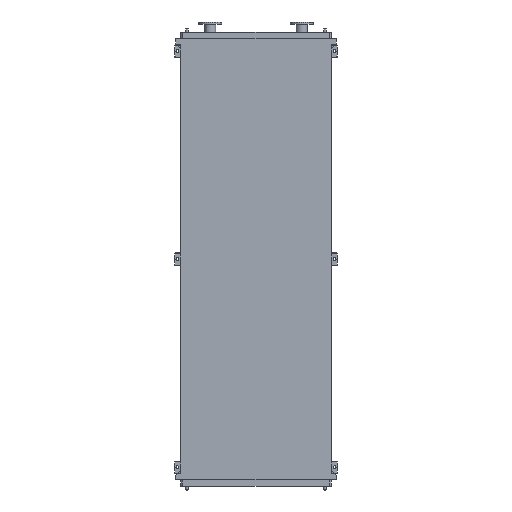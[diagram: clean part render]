
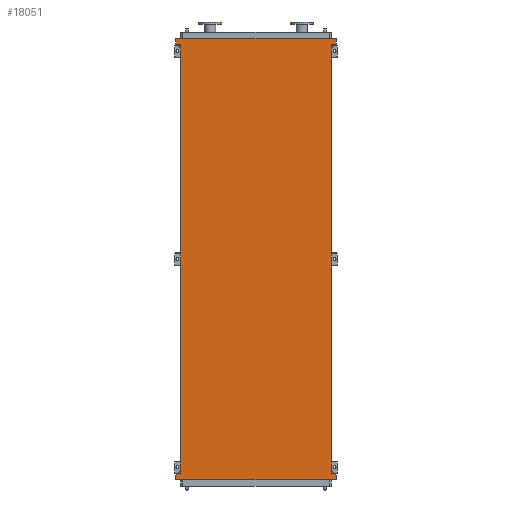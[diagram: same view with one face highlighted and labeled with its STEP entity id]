
A CAD part, front view. The second image highlights one B-rep face of the part: STEP entity #18051.
In plain terms, the highlighted planar face has unit normal (0, -1, 0).
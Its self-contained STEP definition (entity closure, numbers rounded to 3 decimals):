
#372 = VERTEX_POINT ( 'NONE', #1127 ) ;
#411 = EDGE_CURVE ( 'NONE', #8320, #7249, #16745, .T. ) ;
#745 = VECTOR ( 'NONE', #16276, 1000. ) ;
#1046 = CARTESIAN_POINT ( 'NONE',  ( 725., 0., -4050. ) ) ;
#1127 = CARTESIAN_POINT ( 'NONE',  ( 771., 0., -4103. ) ) ;
#1358 = DIRECTION ( 'NONE',  ( 0., 0., 1. ) ) ;
#2113 = LINE ( 'NONE', #1046, #21481 ) ;
#2638 = CARTESIAN_POINT ( 'NONE',  ( -771., 0., -4103. ) ) ;
#2945 = CARTESIAN_POINT ( 'NONE',  ( -771., 0., -4145. ) ) ;
#2987 = VECTOR ( 'NONE', #22113, 1000. ) ;
#3519 = VECTOR ( 'NONE', #10300, 1000. ) ;
#3968 = CARTESIAN_POINT ( 'NONE',  ( -725., 0., 0. ) ) ;
#4384 = LINE ( 'NONE', #3968, #13898 ) ;
#4651 = FACE_OUTER_BOUND ( 'NONE', #7042, .T. ) ;
#4699 = CARTESIAN_POINT ( 'NONE',  ( -725., 0., -4050. ) ) ;
#5489 = EDGE_CURVE ( 'NONE', #19121, #7249, #13481, .T. ) ;
#5790 = LINE ( 'NONE', #2945, #745 ) ;
#6455 = DIRECTION ( 'NONE',  ( 0.655, 0., 0.755 ) ) ;
#6573 = VECTOR ( 'NONE', #6455, 1000. ) ;
#6742 = DIRECTION ( 'NONE',  ( -1., 0., 0. ) ) ;
#7011 = CARTESIAN_POINT ( 'NONE',  ( 771., 0., 53. ) ) ;
#7042 = EDGE_LOOP ( 'NONE', ( #9489, #9653, #9914, #10063, #10226, #10397, #10581, #10768, #10908, #11112, #11330, #11490 ) ) ;
#7240 = EDGE_CURVE ( 'NONE', #19121, #372, #2113, .T. ) ;
#7249 = VERTEX_POINT ( 'NONE', #21638 ) ;
#7424 = EDGE_CURVE ( 'NONE', #20459, #12566, #13098, .T. ) ;
#7788 = DIRECTION ( 'NONE',  ( -0.655, 0., 0.755 ) ) ;
#7826 = VECTOR ( 'NONE', #11859, 1000. ) ;
#8320 = VERTEX_POINT ( 'NONE', #11637 ) ;
#8521 = DIRECTION ( 'NONE',  ( 0., -1., 0. ) ) ;
#8577 = LINE ( 'NONE', #19560, #3519 ) ;
#8828 = VECTOR ( 'NONE', #20014, 1000. ) ;
#8844 = CARTESIAN_POINT ( 'NONE',  ( 771., 0., 95. ) ) ;
#8978 = VERTEX_POINT ( 'NONE', #23985 ) ;
#9039 = CARTESIAN_POINT ( 'NONE',  ( -771., 0., 95. ) ) ;
#9489 = ORIENTED_EDGE ( 'NONE', *, *, #5489, .T. ) ;
#9653 = ORIENTED_EDGE ( 'NONE', *, *, #411, .F. ) ;
#9791 = EDGE_CURVE ( 'NONE', #372, #21513, #8577, .T. ) ;
#9914 = ORIENTED_EDGE ( 'NONE', *, *, #22243, .F. ) ;
#9959 = CARTESIAN_POINT ( 'NONE',  ( 771., 0., -4145. ) ) ;
#10058 = VERTEX_POINT ( 'NONE', #20684 ) ;
#10063 = ORIENTED_EDGE ( 'NONE', *, *, #7424, .F. ) ;
#10226 = ORIENTED_EDGE ( 'NONE', *, *, #19771, .F. ) ;
#10300 = DIRECTION ( 'NONE',  ( 0., 0., -1. ) ) ;
#10397 = ORIENTED_EDGE ( 'NONE', *, *, #17322, .F. ) ;
#10581 = ORIENTED_EDGE ( 'NONE', *, *, #23751, .F. ) ;
#10696 = CARTESIAN_POINT ( 'NONE',  ( -725., 0., -4050. ) ) ;
#10768 = ORIENTED_EDGE ( 'NONE', *, *, #14857, .F. ) ;
#10908 = ORIENTED_EDGE ( 'NONE', *, *, #12342, .F. ) ;
#11071 = EDGE_CURVE ( 'NONE', #21513, #10058, #19906, .T. ) ;
#11112 = ORIENTED_EDGE ( 'NONE', *, *, #11071, .F. ) ;
#11330 = ORIENTED_EDGE ( 'NONE', *, *, #9791, .F. ) ;
#11490 = ORIENTED_EDGE ( 'NONE', *, *, #7240, .F. ) ;
#11637 = CARTESIAN_POINT ( 'NONE',  ( 771., 0., 53. ) ) ;
#11647 = LINE ( 'NONE', #14028, #6573 ) ;
#11859 = DIRECTION ( 'NONE',  ( 0., 0., 1. ) ) ;
#12342 = EDGE_CURVE ( 'NONE', #10058, #23649, #5790, .T. ) ;
#12566 = VERTEX_POINT ( 'NONE', #21699 ) ;
#12611 = VECTOR ( 'NONE', #23617, 1000. ) ;
#12839 = CARTESIAN_POINT ( 'NONE',  ( -725., 0., 0. ) ) ;
#12911 = AXIS2_PLACEMENT_3D ( 'NONE', #4699, #8521, #21557 ) ;
#13098 = LINE ( 'NONE', #23761, #2987 ) ;
#13481 = LINE ( 'NONE', #21074, #7826 ) ;
#13898 = VECTOR ( 'NONE', #7788, 1000. ) ;
#14028 = CARTESIAN_POINT ( 'NONE',  ( -771., 0., -4103. ) ) ;
#14325 = DIRECTION ( 'NONE',  ( 0.655, 0., -0.755 ) ) ;
#14345 = CARTESIAN_POINT ( 'NONE',  ( 725., 0., -4050. ) ) ;
#14857 = EDGE_CURVE ( 'NONE', #23649, #8978, #11647, .T. ) ;
#15923 = VERTEX_POINT ( 'NONE', #12839 ) ;
#16036 = PLANE ( 'NONE',  #12911 ) ;
#16276 = DIRECTION ( 'NONE',  ( 0., 0., 1. ) ) ;
#16420 = CARTESIAN_POINT ( 'NONE',  ( -771., 0., 53. ) ) ;
#16431 = DIRECTION ( 'NONE',  ( -0.655, 0., -0.755 ) ) ;
#16745 = LINE ( 'NONE', #7011, #17863 ) ;
#17278 = CARTESIAN_POINT ( 'NONE',  ( -771., 0., 53. ) ) ;
#17322 = EDGE_CURVE ( 'NONE', #15923, #22561, #4384, .T. ) ;
#17863 = VECTOR ( 'NONE', #16431, 1000. ) ;
#18051 = ADVANCED_FACE ( 'NONE', ( #4651 ), #16036, .T. ) ;
#18072 = CARTESIAN_POINT ( 'NONE',  ( 771., 0., -4145. ) ) ;
#18113 = LINE ( 'NONE', #10696, #12611 ) ;
#18175 = VECTOR ( 'NONE', #6742, 1000. ) ;
#18302 = VECTOR ( 'NONE', #1358, 1000. ) ;
#19121 = VERTEX_POINT ( 'NONE', #14345 ) ;
#19560 = CARTESIAN_POINT ( 'NONE',  ( 771., 0., -4103. ) ) ;
#19771 = EDGE_CURVE ( 'NONE', #22561, #20459, #23171, .T. ) ;
#19906 = LINE ( 'NONE', #18072, #18175 ) ;
#20014 = DIRECTION ( 'NONE',  ( 0., 0., -1. ) ) ;
#20459 = VERTEX_POINT ( 'NONE', #9039 ) ;
#20684 = CARTESIAN_POINT ( 'NONE',  ( -771., 0., -4145. ) ) ;
#21074 = CARTESIAN_POINT ( 'NONE',  ( 725., 0., -4050. ) ) ;
#21481 = VECTOR ( 'NONE', #14325, 1000. ) ;
#21513 = VERTEX_POINT ( 'NONE', #9959 ) ;
#21557 = DIRECTION ( 'NONE',  ( 0., 0., -1. ) ) ;
#21638 = CARTESIAN_POINT ( 'NONE',  ( 725., 0., 0. ) ) ;
#21699 = CARTESIAN_POINT ( 'NONE',  ( 771., 0., 95. ) ) ;
#21921 = LINE ( 'NONE', #8844, #8828 ) ;
#22113 = DIRECTION ( 'NONE',  ( 1., 0., 0. ) ) ;
#22243 = EDGE_CURVE ( 'NONE', #12566, #8320, #21921, .T. ) ;
#22561 = VERTEX_POINT ( 'NONE', #17278 ) ;
#23171 = LINE ( 'NONE', #16420, #18302 ) ;
#23617 = DIRECTION ( 'NONE',  ( 0., 0., 1. ) ) ;
#23649 = VERTEX_POINT ( 'NONE', #2638 ) ;
#23751 = EDGE_CURVE ( 'NONE', #8978, #15923, #18113, .T. ) ;
#23761 = CARTESIAN_POINT ( 'NONE',  ( -771., 0., 95. ) ) ;
#23985 = CARTESIAN_POINT ( 'NONE',  ( -725., 0., -4050. ) ) ;
